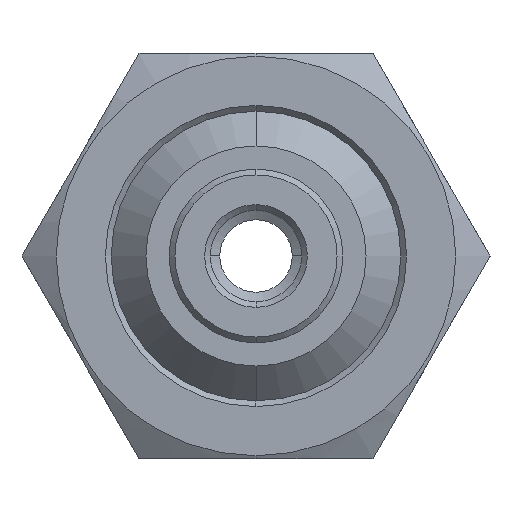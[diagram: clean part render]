
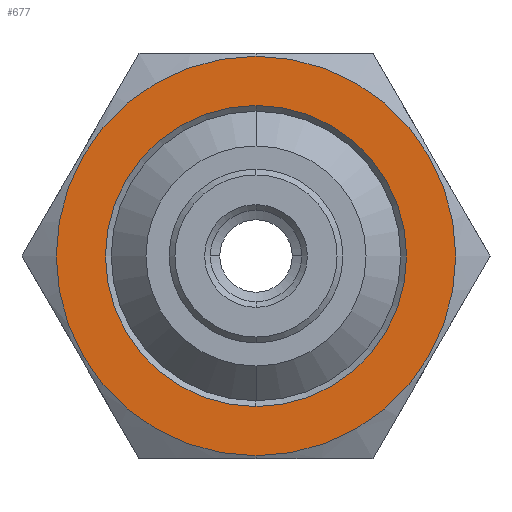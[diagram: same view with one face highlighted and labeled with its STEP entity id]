
A CAD part, front view. The second image highlights one B-rep face of the part: STEP entity #677.
In plain terms, the highlighted planar face has unit normal (0, -1, 0).
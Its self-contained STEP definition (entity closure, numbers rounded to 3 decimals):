
#169 = VERTEX_POINT ( 'NONE', #1248 ) ;
#218 = EDGE_CURVE ( 'NONE', #255, #239, #1327, .T. ) ;
#239 = VERTEX_POINT ( 'NONE', #1315 ) ;
#255 = VERTEX_POINT ( 'NONE', #1274 ) ;
#308 = EDGE_CURVE ( 'NONE', #315, #169, #1433, .T. ) ;
#315 = VERTEX_POINT ( 'NONE', #1503 ) ;
#535 = EDGE_CURVE ( 'NONE', #239, #255, #1975, .T. ) ;
#536 = EDGE_LOOP ( 'NONE', ( #688, #587 ) ) ;
#537 = ORIENTED_EDGE ( 'NONE', *, *, #535, .T. ) ;
#581 = EDGE_CURVE ( 'NONE', #169, #315, #2096, .T. ) ;
#587 = ORIENTED_EDGE ( 'NONE', *, *, #581, .F. ) ;
#645 = EDGE_LOOP ( 'NONE', ( #687, #537 ) ) ;
#677 = ADVANCED_FACE ( 'NONE', ( #2214, #2211 ), #2210, .T. ) ;
#687 = ORIENTED_EDGE ( 'NONE', *, *, #218, .T. ) ;
#688 = ORIENTED_EDGE ( 'NONE', *, *, #308, .F. ) ;
#1248 = CARTESIAN_POINT ( 'NONE',  ( 0., -5.25, 6.9 ) ) ;
#1274 = CARTESIAN_POINT ( 'NONE',  ( 0., -5.25, 5.2 ) ) ;
#1295 = DIRECTION ( 'NONE',  ( 0., 0., -1. ) ) ;
#1296 = DIRECTION ( 'NONE',  ( 0., 1., 0. ) ) ;
#1315 = CARTESIAN_POINT ( 'NONE',  ( 0., -5.25, -5.2 ) ) ;
#1325 = CARTESIAN_POINT ( 'NONE',  ( 0., -5.25, 0. ) ) ;
#1326 = AXIS2_PLACEMENT_3D ( 'NONE', #1325, #1296, #1295 ) ;
#1327 = CIRCLE ( 'NONE', #1326, 5.2 ) ;
#1429 = DIRECTION ( 'NONE',  ( 0., 0., -1. ) ) ;
#1430 = DIRECTION ( 'NONE',  ( 0., 1., 0. ) ) ;
#1431 = CARTESIAN_POINT ( 'NONE',  ( 0., -5.25, 0. ) ) ;
#1432 = AXIS2_PLACEMENT_3D ( 'NONE', #1431, #1430, #1429 ) ;
#1433 = CIRCLE ( 'NONE', #1432, 6.9 ) ;
#1503 = CARTESIAN_POINT ( 'NONE',  ( 0., -5.25, -6.9 ) ) ;
#1971 = DIRECTION ( 'NONE',  ( 0., 0., -1. ) ) ;
#1972 = DIRECTION ( 'NONE',  ( 0., 1., 0. ) ) ;
#1973 = CARTESIAN_POINT ( 'NONE',  ( 0., -5.25, 0. ) ) ;
#1974 = AXIS2_PLACEMENT_3D ( 'NONE', #1973, #1972, #1971 ) ;
#1975 = CIRCLE ( 'NONE', #1974, 5.2 ) ;
#2059 = CARTESIAN_POINT ( 'NONE',  ( 0., -5.25, 0. ) ) ;
#2093 = DIRECTION ( 'NONE',  ( 0., 0., -1. ) ) ;
#2094 = DIRECTION ( 'NONE',  ( 0., 1., 0. ) ) ;
#2095 = AXIS2_PLACEMENT_3D ( 'NONE', #2059, #2094, #2093 ) ;
#2096 = CIRCLE ( 'NONE', #2095, 6.9 ) ;
#2205 = DIRECTION ( 'NONE',  ( 0., 0., 1. ) ) ;
#2206 = DIRECTION ( 'NONE',  ( 0., -1., 0. ) ) ;
#2207 = CARTESIAN_POINT ( 'NONE',  ( -6.9, -5.25, 0. ) ) ;
#2209 = AXIS2_PLACEMENT_3D ( 'NONE', #2207, #2206, #2205 ) ;
#2210 = PLANE ( 'NONE',  #2209 ) ;
#2211 = FACE_OUTER_BOUND ( 'NONE', #536, .T. ) ;
#2214 = FACE_BOUND ( 'NONE', #645, .T. ) ;
